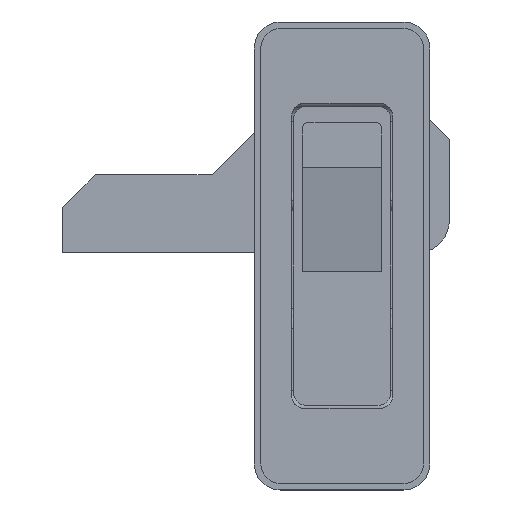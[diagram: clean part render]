
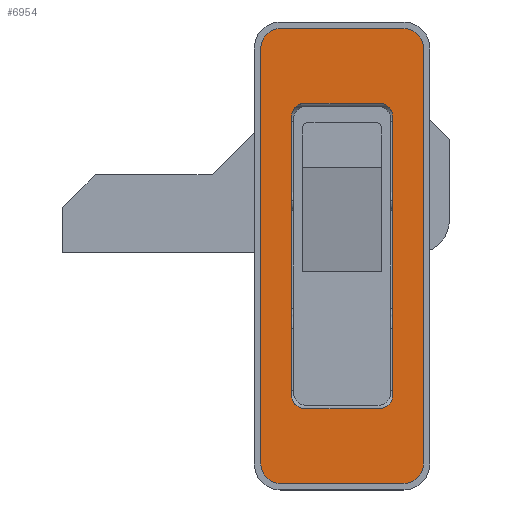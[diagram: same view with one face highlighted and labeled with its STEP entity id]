
A CAD part, top view. The second image highlights one B-rep face of the part: STEP entity #6954.
In plain terms, the highlighted planar face has unit normal (0, 0, 1).
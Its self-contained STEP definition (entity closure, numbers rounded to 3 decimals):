
#379 = FACE_BOUND ( 'NONE', #3926, .T. ) ;
#380 = FACE_OUTER_BOUND ( 'NONE', #4670, .T. ) ;
#705 = AXIS2_PLACEMENT_3D ( 'NONE', #1929, #1499, #1624 ) ;
#706 = VECTOR ( 'NONE', #1812, 1000. ) ;
#714 = AXIS2_PLACEMENT_3D ( 'NONE', #1636, #1580, #1374 ) ;
#715 = VECTOR ( 'NONE', #1809, 1000. ) ;
#717 = CIRCLE ( 'NONE', #714, 3. ) ;
#718 = AXIS2_PLACEMENT_3D ( 'NONE', #1924, #1792, #1991 ) ;
#719 = CIRCLE ( 'NONE', #705, 3. ) ;
#721 = AXIS2_PLACEMENT_3D ( 'NONE', #1926, #1925, #1797 ) ;
#724 = VECTOR ( 'NONE', #1790, 1000. ) ;
#726 = CIRCLE ( 'NONE', #7882, 3. ) ;
#732 = AXIS2_PLACEMENT_3D ( 'NONE', #1803, #1796, #1801 ) ;
#737 = AXIS2_PLACEMENT_3D ( 'NONE', #1914, #2045, #2046 ) ;
#738 = VECTOR ( 'NONE', #1772, 1000. ) ;
#739 = CIRCLE ( 'NONE', #718, 3. ) ;
#753 = CIRCLE ( 'NONE', #737, 2. ) ;
#755 = AXIS2_PLACEMENT_3D ( 'NONE', #1831, #1788, #1917 ) ;
#759 = CIRCLE ( 'NONE', #732, 2. ) ;
#763 = CIRCLE ( 'NONE', #755, 2. ) ;
#785 = CIRCLE ( 'NONE', #721, 2. ) ;
#878 = AXIS2_PLACEMENT_3D ( 'NONE', #1824, #2004, #1877 ) ;
#1374 = DIRECTION ( 'NONE',  ( 0., 1., 0. ) ) ;
#1391 = CARTESIAN_POINT ( 'NONE',  ( 12.5, -43.5, 4. ) ) ;
#1499 = DIRECTION ( 'NONE',  ( 0., 0., 1. ) ) ;
#1547 = DIRECTION ( 'NONE',  ( 0., 0., 1. ) ) ;
#1580 = DIRECTION ( 'NONE',  ( 0., 0., 1. ) ) ;
#1593 = DIRECTION ( 'NONE',  ( 0., -1., 0. ) ) ;
#1594 = CARTESIAN_POINT ( 'NONE',  ( -9.5, -40.5, 4. ) ) ;
#1624 = DIRECTION ( 'NONE',  ( 0., 1., 0. ) ) ;
#1636 = CARTESIAN_POINT ( 'NONE',  ( 9.5, 23.5, 4. ) ) ;
#1648 = CARTESIAN_POINT ( 'NONE',  ( -7.75, 15., 4. ) ) ;
#1730 = CARTESIAN_POINT ( 'NONE',  ( 12.5, 26.5, 4. ) ) ;
#1759 = CARTESIAN_POINT ( 'NONE',  ( 12.5, 26.5, 4. ) ) ;
#1772 = DIRECTION ( 'NONE',  ( 1., 0., 0. ) ) ;
#1788 = DIRECTION ( 'NONE',  ( 0., 0., -1. ) ) ;
#1789 = CARTESIAN_POINT ( 'NONE',  ( -7.75, -32., 4. ) ) ;
#1790 = DIRECTION ( 'NONE',  ( 1., 0., 0. ) ) ;
#1792 = DIRECTION ( 'NONE',  ( 0., 0., 1. ) ) ;
#1796 = DIRECTION ( 'NONE',  ( 0., 0., -1. ) ) ;
#1797 = DIRECTION ( 'NONE',  ( 0., 1., 0. ) ) ;
#1801 = DIRECTION ( 'NONE',  ( 0., 1., 0. ) ) ;
#1803 = CARTESIAN_POINT ( 'NONE',  ( 5.75, 13., 4. ) ) ;
#1808 = DIRECTION ( 'NONE',  ( -1., 0., 0. ) ) ;
#1809 = DIRECTION ( 'NONE',  ( -1., 0., 0. ) ) ;
#1812 = DIRECTION ( 'NONE',  ( 0., -1., 0. ) ) ;
#1823 = DIRECTION ( 'NONE',  ( 0., -1., 0. ) ) ;
#1824 = CARTESIAN_POINT ( 'NONE',  ( 12.5, 26.5, 4. ) ) ;
#1831 = CARTESIAN_POINT ( 'NONE',  ( -5.75, -30., 4. ) ) ;
#1841 = PLANE ( 'NONE',  #878 ) ;
#1877 = DIRECTION ( 'NONE',  ( 0., 1., 0. ) ) ;
#1902 = CARTESIAN_POINT ( 'NONE',  ( -12.5, 26.5, 4. ) ) ;
#1912 = DIRECTION ( 'NONE',  ( 0., -1., 0. ) ) ;
#1914 = CARTESIAN_POINT ( 'NONE',  ( 5.75, -30., 4. ) ) ;
#1917 = DIRECTION ( 'NONE',  ( 0., 1., 0. ) ) ;
#1921 = DIRECTION ( 'NONE',  ( 0., 1., 0. ) ) ;
#1922 = CARTESIAN_POINT ( 'NONE',  ( -7.75, 15., 4. ) ) ;
#1924 = CARTESIAN_POINT ( 'NONE',  ( -9.5, 23.5, 4. ) ) ;
#1925 = DIRECTION ( 'NONE',  ( 0., 0., -1. ) ) ;
#1926 = CARTESIAN_POINT ( 'NONE',  ( -5.75, 13., 4. ) ) ;
#1929 = CARTESIAN_POINT ( 'NONE',  ( 9.5, -40.5, 4. ) ) ;
#1991 = DIRECTION ( 'NONE',  ( 0., 1., 0. ) ) ;
#2004 = DIRECTION ( 'NONE',  ( 0., 0., -1. ) ) ;
#2005 = CARTESIAN_POINT ( 'NONE',  ( 7.75, 15., 4. ) ) ;
#2045 = DIRECTION ( 'NONE',  ( 0., 0., -1. ) ) ;
#2046 = DIRECTION ( 'NONE',  ( 0., 1., 0. ) ) ;
#3814 = VERTEX_POINT ( 'NONE', #6605 ) ;
#3871 = VERTEX_POINT ( 'NONE', #6593 ) ;
#3926 = EDGE_LOOP ( 'NONE', ( #7470, #7471, #7472, #7469, #7468, #7467, #7465, #7466 ) ) ;
#4125 = VERTEX_POINT ( 'NONE', #6520 ) ;
#4133 = VERTEX_POINT ( 'NONE', #6517 ) ;
#4212 = VERTEX_POINT ( 'NONE', #6475 ) ;
#4223 = VERTEX_POINT ( 'NONE', #6464 ) ;
#4287 = VERTEX_POINT ( 'NONE', #6450 ) ;
#4315 = VERTEX_POINT ( 'NONE', #6438 ) ;
#4357 = VERTEX_POINT ( 'NONE', #6428 ) ;
#4536 = VERTEX_POINT ( 'NONE', #6310 ) ;
#4576 = VERTEX_POINT ( 'NONE', #6298 ) ;
#4670 = EDGE_LOOP ( 'NONE', ( #7482, #7478, #7479, #7477, #7476, #7475, #7474, #7473 ) ) ;
#4688 = VERTEX_POINT ( 'NONE', #6248 ) ;
#4699 = VERTEX_POINT ( 'NONE', #6242 ) ;
#4771 = VERTEX_POINT ( 'NONE', #6238 ) ;
#4784 = VERTEX_POINT ( 'NONE', #6232 ) ;
#4800 = VERTEX_POINT ( 'NONE', #6225 ) ;
#6225 = CARTESIAN_POINT ( 'NONE',  ( -7.75, -30., 4. ) ) ;
#6232 = CARTESIAN_POINT ( 'NONE',  ( 5.75, 15., 4. ) ) ;
#6238 = CARTESIAN_POINT ( 'NONE',  ( -12.5, -40.5, 4. ) ) ;
#6242 = CARTESIAN_POINT ( 'NONE',  ( -9.5, -43.5, 4. ) ) ;
#6248 = CARTESIAN_POINT ( 'NONE',  ( 5.75, -32., 4. ) ) ;
#6298 = CARTESIAN_POINT ( 'NONE',  ( 9.5, 26.5, 4. ) ) ;
#6310 = CARTESIAN_POINT ( 'NONE',  ( -7.75, 13., 4. ) ) ;
#6428 = CARTESIAN_POINT ( 'NONE',  ( 7.75, 13., 4. ) ) ;
#6438 = CARTESIAN_POINT ( 'NONE',  ( -5.75, -32., 4. ) ) ;
#6450 = CARTESIAN_POINT ( 'NONE',  ( -12.5, 23.5, 4. ) ) ;
#6464 = CARTESIAN_POINT ( 'NONE',  ( 12.5, 23.5, 4. ) ) ;
#6475 = CARTESIAN_POINT ( 'NONE',  ( -9.5, 26.5, 4. ) ) ;
#6517 = CARTESIAN_POINT ( 'NONE',  ( 9.5, -43.5, 4. ) ) ;
#6520 = CARTESIAN_POINT ( 'NONE',  ( 7.75, -30., 4. ) ) ;
#6593 = CARTESIAN_POINT ( 'NONE',  ( 12.5, -40.5, 4. ) ) ;
#6605 = CARTESIAN_POINT ( 'NONE',  ( -5.75, 15., 4. ) ) ;
#6954 = ADVANCED_FACE ( 'NONE', ( #380, #379 ), #1841, .F. ) ;
#7465 = ORIENTED_EDGE ( 'NONE', *, *, #8810, .F. ) ;
#7466 = ORIENTED_EDGE ( 'NONE', *, *, #8809, .T. ) ;
#7467 = ORIENTED_EDGE ( 'NONE', *, *, #8811, .T. ) ;
#7468 = ORIENTED_EDGE ( 'NONE', *, *, #8831, .T. ) ;
#7469 = ORIENTED_EDGE ( 'NONE', *, *, #8812, .T. ) ;
#7470 = ORIENTED_EDGE ( 'NONE', *, *, #8843, .F. ) ;
#7471 = ORIENTED_EDGE ( 'NONE', *, *, #8814, .T. ) ;
#7472 = ORIENTED_EDGE ( 'NONE', *, *, #8813, .T. ) ;
#7473 = ORIENTED_EDGE ( 'NONE', *, *, #8815, .T. ) ;
#7474 = ORIENTED_EDGE ( 'NONE', *, *, #8816, .T. ) ;
#7475 = ORIENTED_EDGE ( 'NONE', *, *, #8817, .T. ) ;
#7476 = ORIENTED_EDGE ( 'NONE', *, *, #8818, .F. ) ;
#7477 = ORIENTED_EDGE ( 'NONE', *, *, #8819, .T. ) ;
#7478 = ORIENTED_EDGE ( 'NONE', *, *, #8822, .T. ) ;
#7479 = ORIENTED_EDGE ( 'NONE', *, *, #8820, .F. ) ;
#7482 = ORIENTED_EDGE ( 'NONE', *, *, #8821, .T. ) ;
#7602 = VECTOR ( 'NONE', #1823, 1000. ) ;
#7771 = VECTOR ( 'NONE', #1912, 1000. ) ;
#7809 = VECTOR ( 'NONE', #1593, 1000. ) ;
#7882 = AXIS2_PLACEMENT_3D ( 'NONE', #1594, #1547, #1921 ) ;
#7884 = VECTOR ( 'NONE', #1808, 1000. ) ;
#8259 = LINE ( 'NONE', #1789, #738 ) ;
#8260 = LINE ( 'NONE', #1648, #724 ) ;
#8261 = LINE ( 'NONE', #1759, #715 ) ;
#8262 = LINE ( 'NONE', #1730, #706 ) ;
#8263 = LINE ( 'NONE', #1391, #7884 ) ;
#8264 = LINE ( 'NONE', #1902, #7809 ) ;
#8269 = LINE ( 'NONE', #2005, #7602 ) ;
#8275 = LINE ( 'NONE', #1922, #7771 ) ;
#8809 = EDGE_CURVE ( 'NONE', #4315, #4800, #763, .T. ) ;
#8810 = EDGE_CURVE ( 'NONE', #4315, #4688, #8259, .T. ) ;
#8811 = EDGE_CURVE ( 'NONE', #4125, #4688, #753, .T. ) ;
#8812 = EDGE_CURVE ( 'NONE', #4784, #4357, #759, .T. ) ;
#8813 = EDGE_CURVE ( 'NONE', #3814, #4784, #8260, .T. ) ;
#8814 = EDGE_CURVE ( 'NONE', #4536, #3814, #785, .T. ) ;
#8815 = EDGE_CURVE ( 'NONE', #4212, #4287, #739, .T. ) ;
#8816 = EDGE_CURVE ( 'NONE', #4576, #4212, #8261, .T. ) ;
#8817 = EDGE_CURVE ( 'NONE', #4223, #4576, #717, .T. ) ;
#8818 = EDGE_CURVE ( 'NONE', #4223, #3871, #8262, .T. ) ;
#8819 = EDGE_CURVE ( 'NONE', #4133, #3871, #719, .T. ) ;
#8820 = EDGE_CURVE ( 'NONE', #4133, #4699, #8263, .T. ) ;
#8821 = EDGE_CURVE ( 'NONE', #4287, #4771, #8264, .T. ) ;
#8822 = EDGE_CURVE ( 'NONE', #4771, #4699, #726, .T. ) ;
#8831 = EDGE_CURVE ( 'NONE', #4357, #4125, #8269, .T. ) ;
#8843 = EDGE_CURVE ( 'NONE', #4536, #4800, #8275, .T. ) ;
